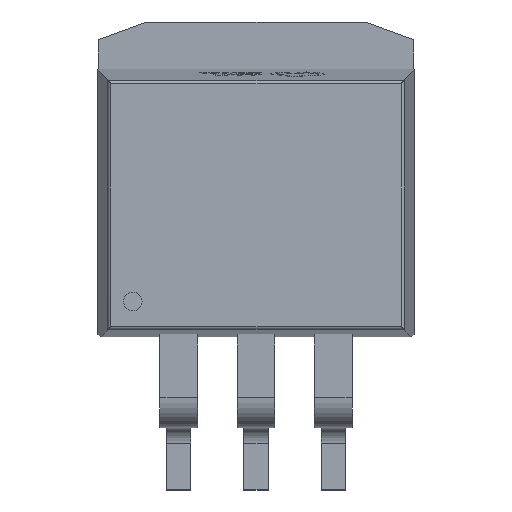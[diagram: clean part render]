
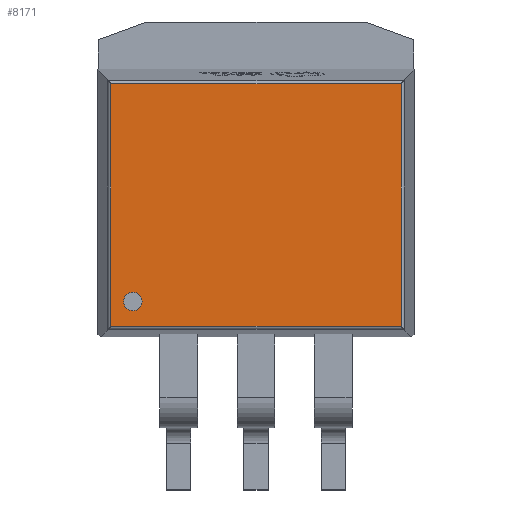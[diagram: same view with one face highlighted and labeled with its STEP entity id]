
A CAD part, top view. The second image highlights one B-rep face of the part: STEP entity #8171.
In plain terms, the highlighted planar face has unit normal (0, 0, 1).
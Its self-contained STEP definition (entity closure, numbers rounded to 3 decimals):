
#160 = CARTESIAN_POINT ( 'NONE',  ( -4.774, 1.74, 4.45 ) ) ;
#391 = VECTOR ( 'NONE', #4194, 1000. ) ;
#690 = AXIS2_PLACEMENT_3D ( 'NONE', #4066, #5290, #6562 ) ;
#1338 = LINE ( 'NONE', #11408, #3171 ) ;
#1538 = CARTESIAN_POINT ( 'NONE',  ( -4.864, 5.665, 4.45 ) ) ;
#1627 = CIRCLE ( 'NONE', #690, 0.302 ) ;
#1876 = ORIENTED_EDGE ( 'NONE', *, *, #8485, .T. ) ;
#1997 = CIRCLE ( 'NONE', #13036, 0.302 ) ;
#2167 = EDGE_LOOP ( 'NONE', ( #4795, #5276 ) ) ;
#2238 = VERTEX_POINT ( 'NONE', #11412 ) ;
#2480 = ORIENTED_EDGE ( 'NONE', *, *, #8755, .T. ) ;
#2482 = ORIENTED_EDGE ( 'NONE', *, *, #14733, .T. ) ;
#3171 = VECTOR ( 'NONE', #4752, 1000. ) ;
#3243 = VERTEX_POINT ( 'NONE', #4842 ) ;
#3667 = CARTESIAN_POINT ( 'NONE',  ( -4.051, -1.502, 4.45 ) ) ;
#3673 = LINE ( 'NONE', #160, #10693 ) ;
#4066 = CARTESIAN_POINT ( 'NONE',  ( -4.051, -1.502, 4.45 ) ) ;
#4194 = DIRECTION ( 'NONE',  ( 0., 1., 0. ) ) ;
#4338 = CARTESIAN_POINT ( 'NONE',  ( 4.774, 1.74, 4.45 ) ) ;
#4689 = PLANE ( 'NONE',  #13995 ) ;
#4752 = DIRECTION ( 'NONE',  ( 1., 0., 0. ) ) ;
#4795 = ORIENTED_EDGE ( 'NONE', *, *, #6219, .F. ) ;
#4842 = CARTESIAN_POINT ( 'NONE',  ( -3.749, -1.502, 4.45 ) ) ;
#5276 = ORIENTED_EDGE ( 'NONE', *, *, #10505, .F. ) ;
#5290 = DIRECTION ( 'NONE',  ( 0., 0., 1. ) ) ;
#5557 = EDGE_LOOP ( 'NONE', ( #2482, #14528, #1876, #2480 ) ) ;
#6219 = EDGE_CURVE ( 'NONE', #3243, #6851, #1997, .T. ) ;
#6562 = DIRECTION ( 'NONE',  ( 1., 0., 0. ) ) ;
#6851 = VERTEX_POINT ( 'NONE', #13400 ) ;
#7016 = DIRECTION ( 'NONE',  ( 0., -1., 0. ) ) ;
#7251 = CARTESIAN_POINT ( 'NONE',  ( 4.774, -2.326, 4.45 ) ) ;
#7358 = VECTOR ( 'NONE', #13555, 1000. ) ;
#7991 = VERTEX_POINT ( 'NONE', #13621 ) ;
#8171 = ADVANCED_FACE ( 'NONE', ( #9469, #12904 ), #4689, .T. ) ;
#8338 = DIRECTION ( 'NONE',  ( 0., 0., 1. ) ) ;
#8485 = EDGE_CURVE ( 'NONE', #2238, #13477, #1338, .T. ) ;
#8755 = EDGE_CURVE ( 'NONE', #13477, #7991, #9060, .T. ) ;
#9060 = LINE ( 'NONE', #4338, #391 ) ;
#9149 = DIRECTION ( 'NONE',  ( 0., 0., 1. ) ) ;
#9246 = DIRECTION ( 'NONE',  ( 1., 0., 0. ) ) ;
#9368 = EDGE_CURVE ( 'NONE', #11214, #2238, #3673, .T. ) ;
#9398 = CARTESIAN_POINT ( 'NONE',  ( 0., 1.74, 4.45 ) ) ;
#9469 = FACE_BOUND ( 'NONE', #2167, .T. ) ;
#10505 = EDGE_CURVE ( 'NONE', #6851, #3243, #1627, .T. ) ;
#10635 = LINE ( 'NONE', #1538, #7358 ) ;
#10693 = VECTOR ( 'NONE', #7016, 1000. ) ;
#11214 = VERTEX_POINT ( 'NONE', #13179 ) ;
#11408 = CARTESIAN_POINT ( 'NONE',  ( 4.864, -2.326, 4.45 ) ) ;
#11412 = CARTESIAN_POINT ( 'NONE',  ( -4.774, -2.326, 4.45 ) ) ;
#12904 = FACE_OUTER_BOUND ( 'NONE', #5557, .T. ) ;
#13036 = AXIS2_PLACEMENT_3D ( 'NONE', #3667, #9149, #13681 ) ;
#13179 = CARTESIAN_POINT ( 'NONE',  ( -4.774, 5.665, 4.45 ) ) ;
#13400 = CARTESIAN_POINT ( 'NONE',  ( -4.354, -1.502, 4.45 ) ) ;
#13477 = VERTEX_POINT ( 'NONE', #7251 ) ;
#13555 = DIRECTION ( 'NONE',  ( -1., 0., 0. ) ) ;
#13621 = CARTESIAN_POINT ( 'NONE',  ( 4.774, 5.665, 4.45 ) ) ;
#13681 = DIRECTION ( 'NONE',  ( 1., 0., 0. ) ) ;
#13995 = AXIS2_PLACEMENT_3D ( 'NONE', #9398, #8338, #9246 ) ;
#14528 = ORIENTED_EDGE ( 'NONE', *, *, #9368, .T. ) ;
#14733 = EDGE_CURVE ( 'NONE', #7991, #11214, #10635, .T. ) ;
